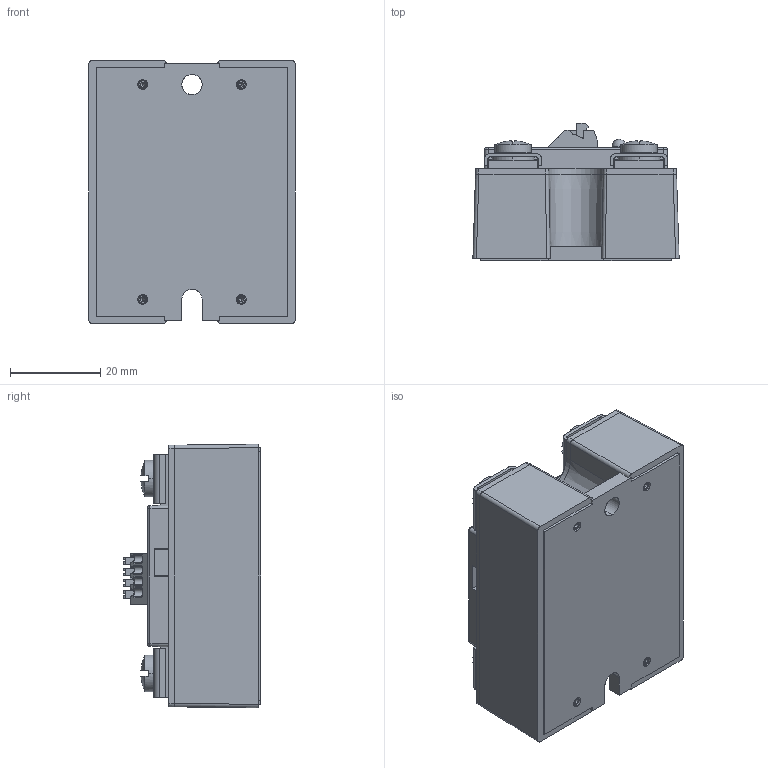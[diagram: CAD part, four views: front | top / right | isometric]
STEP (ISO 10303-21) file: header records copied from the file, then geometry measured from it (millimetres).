
FILE_DESCRIPTION (( 'STEP AP214' ), '1' );
FILE_NAME ('104807.STEP', '2011-07-23T18:17:06', ( 'LALo' ), ( 'Edi Foundation' ), 'SwSTEP 2.0', 'SolidWorks 2011', '' );
FILE_SCHEMA (( 'AUTOMOTIVE_DESIGN' ));
Length unit declared in the file: millimetre
Products named in the file (1): 104807
Bounding box: 45.72 x 30.5 x 58.42 mm (x, y, z)
Surface area: 31213.9 mm2 (no closed solid volume)
Topology: 0 solids, 1567 shells, 1630 faces, 8226 edges, 8145 vertices
Faces by surface type: plane 902, cylinder 459, cone 208, bspline 58, sphere 2, torus 1
Entity records: 115462 total; most frequent: CARTESIAN_POINT 50167, DIRECTION 9417, ORIENTED_EDGE 8267, EDGE_CURVE 8204, VERTEX_POINT 8141, VECTOR 3905, LINE 3905, B_SPLINE_CURVE_WITH_KNOTS 2941
